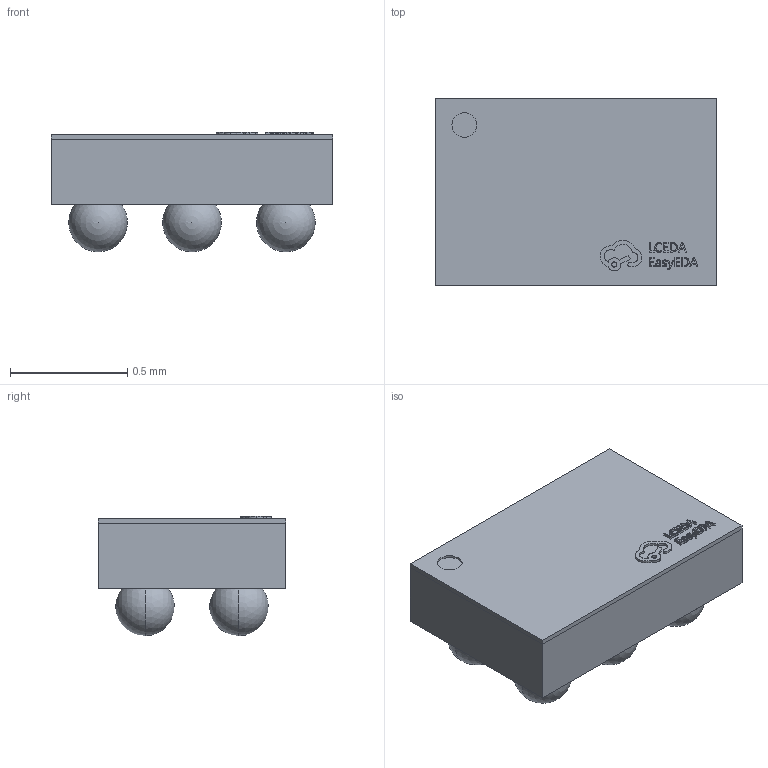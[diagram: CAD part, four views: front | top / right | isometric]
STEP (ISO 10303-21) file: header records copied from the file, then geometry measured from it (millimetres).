
FILE_DESCRIPTION (( 'STEP AP214' ), '1' );
FILE_NAME ('WLP-6_L1.2-W0.8-R2-C3-P0.40-TL_MAX40111ANT.STEP', '2023-08-15T12:56:54', ( '' ), ( '' ), 'SwSTEP 2.0', 'SolidWorks 2020', '' );
FILE_SCHEMA (( 'AUTOMOTIVE_DESIGN' ));
Length unit declared in the file: millimetre
Products named in the file (1): WLP-6_L1.2-W0.8-R2-C3-P0.40-TL_MAX40111ANT
Bounding box: 1.2 x 0.8 x 0.51 mm (x, y, z)
Volume: 0.3 mm3; surface area: 6.2 mm2
Topology: 8 solids, 8 shells, 257 faces, 699 edges, 466 vertices
Faces by surface type: plane 145, bspline 98, sphere 12, cylinder 2
Entity records: 8877 total; most frequent: CARTESIAN_POINT 2681, ORIENTED_EDGE 1338, DIRECTION 817, EDGE_CURVE 669, VERTEX_POINT 448, VECTOR 441, LINE 441, EDGE_LOOP 277
